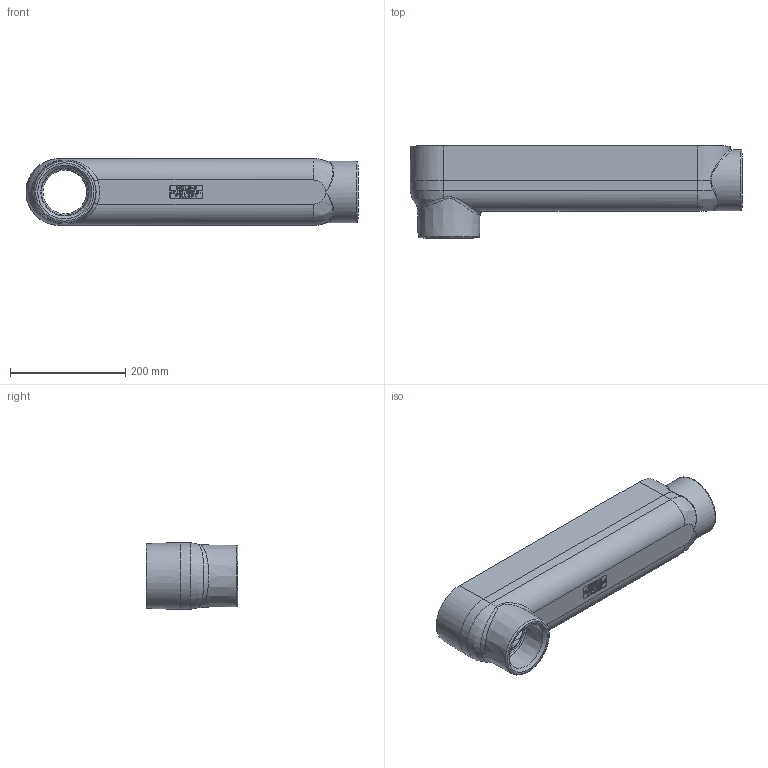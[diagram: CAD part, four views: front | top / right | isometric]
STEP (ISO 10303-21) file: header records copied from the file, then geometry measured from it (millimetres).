
FILE_DESCRIPTION(/* description */ (''),/* implementation_level */ '2;1');
FILE_NAME(/* name */ 'KIL_MOLB-8.stp',/* time_stamp */ '2020-08-04T21:56:55+05:00',/* author */ ('lsugumaran'),/* organization */ (''),/* preprocessor_version */ 'ST-DEVELOPER v18',/* originating_system */ 'Autodesk Inventor 2020',/* authorisation */ '');
FILE_SCHEMA (('AUTOMOTIVE_DESIGN { 1 0 10303 214 3 1 1 }'));
Products named in the file (1): 18261-1
Bounding box: 576.08 x 159.54 x 115.83 mm (x, y, z)
Volume: 1337406.2 mm3; surface area: 393016.8 mm2
Topology: 1 solids, 1 shells, 1598 faces, 4315 edges, 2841 vertices
Faces by surface type: bspline 781, plane 729, cone 45, cylinder 31, torus 12
Full cylindrical faces by diameter (mm): 4.978 x4, 75.692 x1, 106.362 x1
Entity records: 88203 total; most frequent: CARTESIAN_POINT 54043, ORIENTED_EDGE 8602, EDGE_CURVE 4301, DIRECTION 4229, VERTEX_POINT 2841, LINE 2147, VECTOR 2147, B_SPLINE_CURVE_WITH_KNOTS 1910
